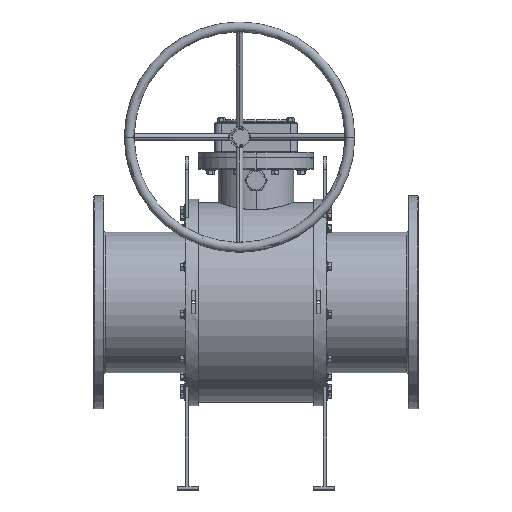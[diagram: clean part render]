
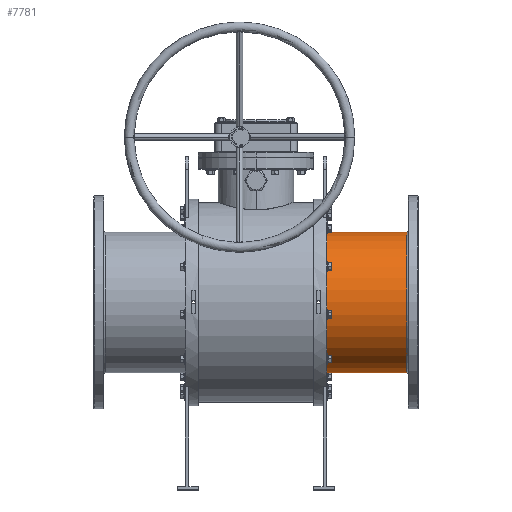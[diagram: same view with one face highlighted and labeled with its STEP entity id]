
A CAD part, top view. The second image highlights one B-rep face of the part: STEP entity #7781.
In plain terms, the highlighted cylindrical face has radius 213.7 mm (diameter 427.4 mm), a partial arc.
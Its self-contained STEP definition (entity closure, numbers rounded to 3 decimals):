
#305 = DIRECTION ( 'NONE',  ( -1., 0., 0. ) ) ;
#332 = DIRECTION ( 'NONE',  ( -1., 0., 0. ) ) ;
#1920 = CYLINDRICAL_SURFACE ( 'NONE', #5053, 213.7 ) ;
#1974 = VECTOR ( 'NONE', #332, 1000. ) ;
#2389 = CARTESIAN_POINT ( 'NONE',  ( 458.5, 0., 0. ) ) ;
#2609 = AXIS2_PLACEMENT_3D ( 'NONE', #2389, #305, #23298 ) ;
#3591 = CARTESIAN_POINT ( 'NONE',  ( -495.5, 0., 0. ) ) ;
#3938 = EDGE_LOOP ( 'NONE', ( #7335, #22975, #12710, #9112 ) ) ;
#4236 = CARTESIAN_POINT ( 'NONE',  ( -495.5, -213.7, 0. ) ) ;
#4280 = LINE ( 'NONE', #23900, #15822 ) ;
#5053 = AXIS2_PLACEMENT_3D ( 'NONE', #3591, #8315, #10402 ) ;
#6596 = CIRCLE ( 'NONE', #2609, 213.7 ) ;
#6629 = CARTESIAN_POINT ( 'NONE',  ( 215., 0., 0. ) ) ;
#7335 = ORIENTED_EDGE ( 'NONE', *, *, #9747, .T. ) ;
#7476 = VERTEX_POINT ( 'NONE', #7630 ) ;
#7630 = CARTESIAN_POINT ( 'NONE',  ( 215., 213.7, 0. ) ) ;
#7781 = ADVANCED_FACE ( 'NONE', ( #12379 ), #1920, .T. ) ;
#7980 = CARTESIAN_POINT ( 'NONE',  ( 215., -213.7, 0. ) ) ;
#8315 = DIRECTION ( 'NONE',  ( -1., 0., 0. ) ) ;
#8419 = EDGE_CURVE ( 'NONE', #26768, #13014, #19401, .T. ) ;
#9112 = ORIENTED_EDGE ( 'NONE', *, *, #8419, .F. ) ;
#9747 = EDGE_CURVE ( 'NONE', #26768, #26479, #6596, .T. ) ;
#10402 = DIRECTION ( 'NONE',  ( 0., -1., 0. ) ) ;
#12379 = FACE_OUTER_BOUND ( 'NONE', #3938, .T. ) ;
#12710 = ORIENTED_EDGE ( 'NONE', *, *, #22185, .T. ) ;
#13014 = VERTEX_POINT ( 'NONE', #7980 ) ;
#13459 = DIRECTION ( 'NONE',  ( 1., 0., 0. ) ) ;
#13948 = EDGE_CURVE ( 'NONE', #26479, #7476, #4280, .T. ) ;
#14002 = CARTESIAN_POINT ( 'NONE',  ( 458.5, 213.7, 0. ) ) ;
#15822 = VECTOR ( 'NONE', #23763, 1000. ) ;
#17874 = CARTESIAN_POINT ( 'NONE',  ( 458.5, -213.7, 0. ) ) ;
#19401 = LINE ( 'NONE', #4236, #1974 ) ;
#19631 = AXIS2_PLACEMENT_3D ( 'NONE', #6629, #13459, #24453 ) ;
#20129 = CIRCLE ( 'NONE', #19631, 213.7 ) ;
#22185 = EDGE_CURVE ( 'NONE', #7476, #13014, #20129, .T. ) ;
#22975 = ORIENTED_EDGE ( 'NONE', *, *, #13948, .T. ) ;
#23298 = DIRECTION ( 'NONE',  ( 0., 1., 0. ) ) ;
#23763 = DIRECTION ( 'NONE',  ( -1., 0., 0. ) ) ;
#23900 = CARTESIAN_POINT ( 'NONE',  ( -495.5, 213.7, 0. ) ) ;
#24453 = DIRECTION ( 'NONE',  ( 0., 0., -1. ) ) ;
#26479 = VERTEX_POINT ( 'NONE', #14002 ) ;
#26768 = VERTEX_POINT ( 'NONE', #17874 ) ;
